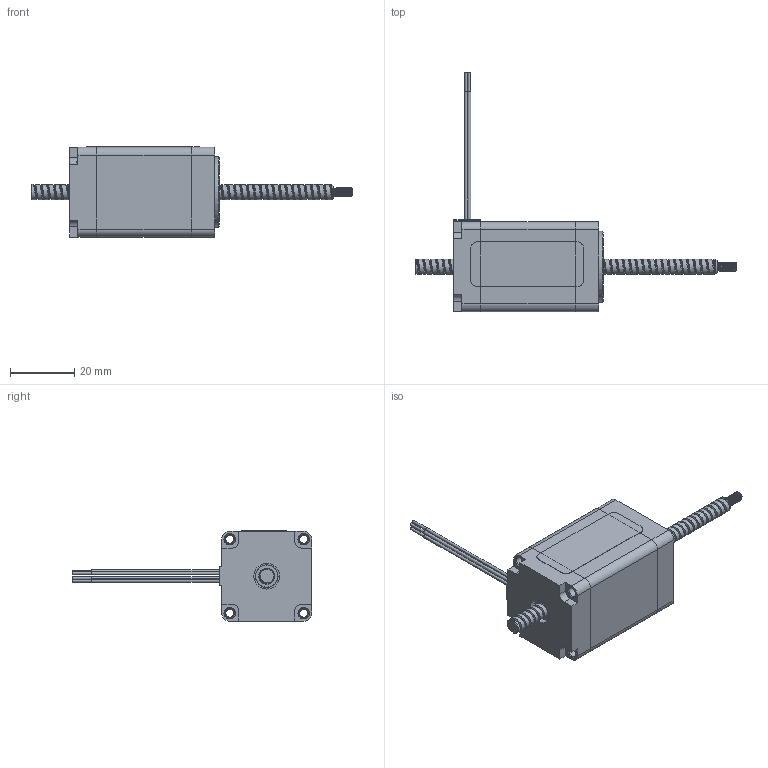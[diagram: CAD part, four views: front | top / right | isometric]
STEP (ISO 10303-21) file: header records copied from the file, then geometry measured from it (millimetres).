
FILE_DESCRIPTION(/* description */ (''),/* implementation_level */ '2;1');
FILE_NAME(/* name */ '11N22-100.stp',/* time_stamp */ '2020-08-27T09:08:16+08:00',/* author */ ('ly7227'),/* organization */ (''),/* preprocessor_version */ 'ST-DEVELOPER v16.1',/* originating_system */ 'Autodesk Inventor 2016',/* authorisation */ '');
FILE_SCHEMA (('AUTOMOTIVE_DESIGN { 1 0 10303 214 3 1 1 }'));
Length unit declared in the file: millimetre
Products named in the file (21): ; 15-001-027(11H2034); 09-007-1（红）; 09-007-2（红白）; 09-007-3（绿）; 09-007-4（绿白）; 02-150-1; 01-162-2引出线丝杆电机后盖; 07-009(687ZZ); 07-036-3; 03-225-5(5.6转子磨削8）; 10-007; 04-059-注塑螺母; 转子总成; 10-002(调整垫); 01-161-2丝杆电机前盖; 06-007预紧; 04-006-1; 28双厚标签; 4.77-150; 11N2216K4-126SMSN-101
Assembly tree (25 placements, depth 3):
  11N2216K4-126SMSN-101
    02-150-1
  
      15-001-027(11H2034)
      09-007-1（红）
      09-007-2（红白）
      09-007-3（绿）
      09-007-4（绿白）
    01-162-2引出线丝杆电机后盖
    07-009(687ZZ)  x2
    转子总成
      07-036-3  x2
      03-225-5(5.6转子磨削8）  x4
      10-007
      04-059-注塑螺母
    10-002(调整垫)
    01-161-2丝杆电机前盖
    06-007预紧
    04-006-1
    28双厚标签
    4.77-150
Bounding box: 100 x 74.5 x 28.1 mm (x, y, z)
Volume: 25998.1 mm3; surface area: 33380 mm2
Topology: 37 solids, 37 shells, 1535 faces, 4282 edges, 2846 vertices
Faces by surface type: plane 744, cylinder 725, bspline 38, cone 28
Full cylindrical faces by diameter (mm): 0.8 x4, 1 x2, 1.2 x28, 1.5 x16, 2 x2, 2.5 x4, 2.7 x1, 2.8 x4, 3 x10, 5 x4, 6.2 x1, 6.8 x1, 7 x4, 8 x6, 8.1 x1, 8.5 x3, 10 x2, 11 x1, 14 x7, 15.5 x1, 16 x2, 16.92 x2, 17 x1, 17.8 x2, 22 x1, 23 x1
Entity records: 42016 total; most frequent: CARTESIAN_POINT 18566, DIRECTION 4896, ORIENTED_EDGE 4548, EDGE_CURVE 2274, AXIS2_PLACEMENT_3D 1793, VERTEX_POINT 1576, LINE 1310, VECTOR 1310
